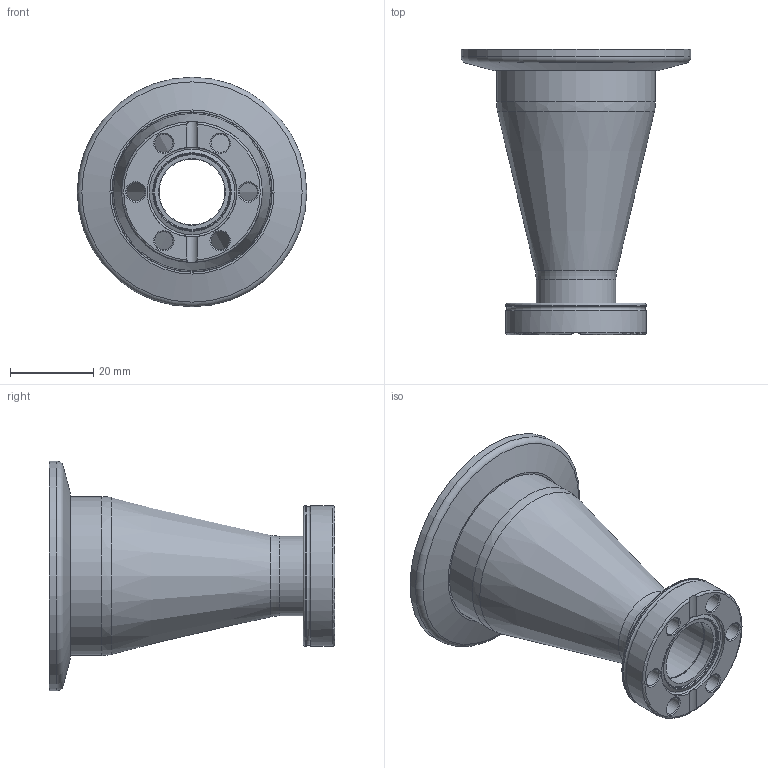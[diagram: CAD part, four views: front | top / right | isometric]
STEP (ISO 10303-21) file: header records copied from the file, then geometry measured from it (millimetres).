
FILE_DESCRIPTION(/* description */ (''),/* implementation_level */ '2;1');
FILE_NAME(/* name */ 'AD-C-KFCF-40x133(D).stp',/* time_stamp */ '2016-07-26T15:53:36+08:00',/* author */ ('wei_zheng'),/* organization */ (''),/* preprocessor_version */ 'ST-DEVELOPER v16.1',/* originating_system */ 'Autodesk Inventor 2016',/* authorisation */ '');
FILE_SCHEMA (('AUTOMOTIVE_DESIGN { 1 0 10303 214 3 1 1 }'));
Length unit declared in the file: millimetre
Products named in the file (4): AD-C-KFCF-40x133(A); AD-C-KFCF-40x133(B); AD-C-KFCF-40x133(C); 組合4
Assembly tree (3 placements, depth 2):
  組合4
    AD-C-KFCF-40x133(A)
    AD-C-KFCF-40x133(B)
    AD-C-KFCF-40x133(C)
Bounding box: 55 x 68.42 x 55 mm (x, y, z)
Volume: 17293.2 mm3; surface area: 17649.3 mm2
Topology: 3 solids, 3 shells, 65 faces, 142 edges, 86 vertices
Faces by surface type: cylinder 21, cone 18, torus 13, plane 11, bspline 2
Full cylindrical faces by diameter (mm): 4.37 x6, 15.8 x1, 16 x1, 19.1 x1, 19.3 x1, 21.46 x1, 33.7 x2, 34.8 x2, 38.1 x1, 38.4 x1, 41.2 x1, 55 x1
Entity records: 1716 total; most frequent: CARTESIAN_POINT 376, DIRECTION 292, ORIENTED_EDGE 176, AXIS2_PLACEMENT_3D 144, EDGE_LOOP 134, EDGE_CURVE 88, VERTEX_POINT 80, CIRCLE 74
